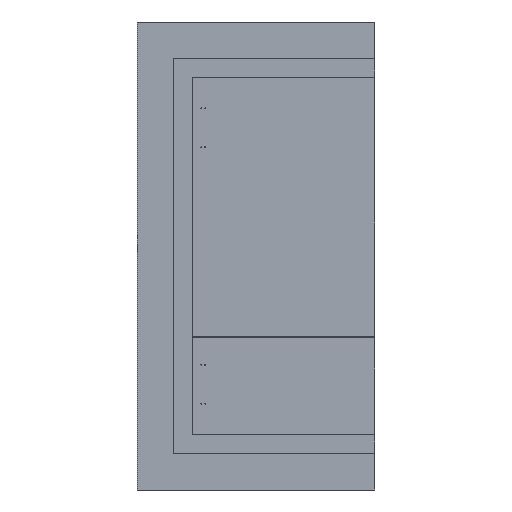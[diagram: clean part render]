
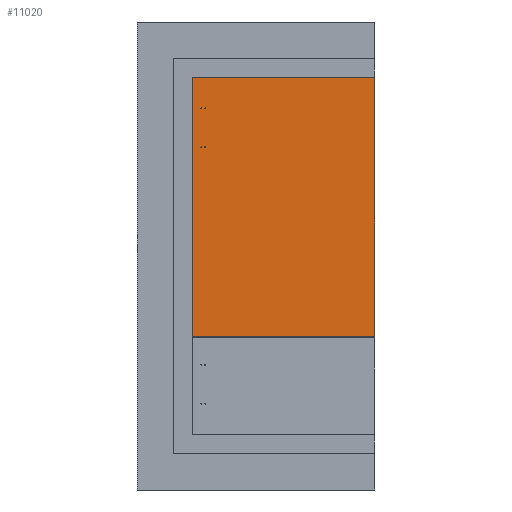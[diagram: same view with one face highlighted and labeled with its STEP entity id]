
A CAD part, left-side view. The second image highlights one B-rep face of the part: STEP entity #11020.
In plain terms, the highlighted planar face has unit normal (-1, 0, 0).
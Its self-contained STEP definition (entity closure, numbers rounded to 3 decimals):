
#8920=CARTESIAN_POINT('',(-42.,-65.15,-1151.6));
#8930=DIRECTION('',(0.,0.,1.));
#8940=VECTOR('',#8930,1.);
#8950=LINE('',#8920,#8940);
#8960=CARTESIAN_POINT('',(-42.,-65.15,-2352.25));
#8970=VERTEX_POINT('',#8960);
#8980=CARTESIAN_POINT('',(-42.,-65.15,-1273.75));
#8990=VERTEX_POINT('',#8980);
#9000=EDGE_CURVE('',#8970,#8990,#8950,.T.);
#9700=CARTESIAN_POINT('',(-42.,-826.65,-2352.25));
#9710=VERTEX_POINT('',#9700);
#9740=CARTESIAN_POINT('',(-42.,-826.65,-1151.6));
#9750=DIRECTION('',(0.,0.,-1.));
#9760=VECTOR('',#9750,1.);
#9770=LINE('',#9740,#9760);
#9780=CARTESIAN_POINT('',(-42.,-826.65,-1273.75));
#9790=VERTEX_POINT('',#9780);
#9800=EDGE_CURVE('',#9790,#9710,#9770,.T.);
#10210=CARTESIAN_POINT('',(-42.,-126.65,-2623.088));
#10220=DIRECTION('',(-1.,0.,0.));
#10230=DIRECTION('',(0.,0.,1.));
#10240=AXIS2_PLACEMENT_3D('',#10210,#10220,#10230);
#10250=PLANE('',#10240);
#10260=CARTESIAN_POINT('',(-42.,-111.75,-1413.25));
#10270=DIRECTION('',(1.,0.,0.));
#10280=DIRECTION('',(0.,0.,-1.));
#10290=AXIS2_PLACEMENT_3D('',#10260,#10270,#10280);
#10300=CIRCLE('',#10290,2.1);
#10310=CARTESIAN_POINT('',(-42.,-111.75,-1415.35));
#10320=VERTEX_POINT('',#10310);
#10330=CARTESIAN_POINT('',(-42.,-111.75,-1411.15));
#10340=VERTEX_POINT('',#10330);
#10350=EDGE_CURVE('',#10320,#10340,#10300,.T.);
#10360=ORIENTED_EDGE('',*,*,#10350,.T.);
#10370=EDGE_CURVE('',#10340,#10320,#10300,.T.);
#10380=ORIENTED_EDGE('',*,*,#10370,.T.);
#10390=EDGE_LOOP('',(#10380,#10360));
#10400=FACE_BOUND('',#10390,.T.);
#10410=CARTESIAN_POINT('',(-42.,-111.75,-1573.25));
#10420=DIRECTION('',(1.,0.,0.));
#10430=DIRECTION('',(0.,0.,-1.));
#10440=AXIS2_PLACEMENT_3D('',#10410,#10420,#10430);
#10450=CIRCLE('',#10440,2.1);
#10460=CARTESIAN_POINT('',(-42.,-111.75,-1575.35));
#10470=VERTEX_POINT('',#10460);
#10480=CARTESIAN_POINT('',(-42.,-111.75,-1571.15));
#10490=VERTEX_POINT('',#10480);
#10500=EDGE_CURVE('',#10470,#10490,#10450,.T.);
#10510=ORIENTED_EDGE('',*,*,#10500,.T.);
#10520=EDGE_CURVE('',#10490,#10470,#10450,.T.);
#10530=ORIENTED_EDGE('',*,*,#10520,.T.);
#10540=EDGE_LOOP('',(#10530,#10510));
#10550=FACE_BOUND('',#10540,.T.);
#10560=CARTESIAN_POINT('',(-42.,-127.75,-1573.25));
#10570=DIRECTION('',(1.,0.,0.));
#10580=DIRECTION('',(0.,0.,-1.));
#10590=AXIS2_PLACEMENT_3D('',#10560,#10570,#10580);
#10600=CIRCLE('',#10590,2.1);
#10610=CARTESIAN_POINT('',(-42.,-127.75,-1575.35));
#10620=VERTEX_POINT('',#10610);
#10630=CARTESIAN_POINT('',(-42.,-127.75,-1571.15));
#10640=VERTEX_POINT('',#10630);
#10650=EDGE_CURVE('',#10620,#10640,#10600,.T.);
#10660=ORIENTED_EDGE('',*,*,#10650,.T.);
#10670=EDGE_CURVE('',#10640,#10620,#10600,.T.);
#10680=ORIENTED_EDGE('',*,*,#10670,.T.);
#10690=EDGE_LOOP('',(#10680,#10660));
#10700=FACE_BOUND('',#10690,.T.);
#10710=CARTESIAN_POINT('',(-42.,-127.75,-1413.25));
#10720=DIRECTION('',(1.,0.,0.));
#10730=DIRECTION('',(0.,0.,-1.));
#10740=AXIS2_PLACEMENT_3D('',#10710,#10720,#10730);
#10750=CIRCLE('',#10740,2.1);
#10760=CARTESIAN_POINT('',(-42.,-127.75,-1415.35));
#10770=VERTEX_POINT('',#10760);
#10780=CARTESIAN_POINT('',(-42.,-127.75,-1411.15));
#10790=VERTEX_POINT('',#10780);
#10800=EDGE_CURVE('',#10770,#10790,#10750,.T.);
#10810=ORIENTED_EDGE('',*,*,#10800,.T.);
#10820=EDGE_CURVE('',#10790,#10770,#10750,.T.);
#10830=ORIENTED_EDGE('',*,*,#10820,.T.);
#10840=EDGE_LOOP('',(#10830,#10810));
#10850=FACE_BOUND('',#10840,.T.);
#10860=CARTESIAN_POINT('',(-42.,-193.9,-1273.75));
#10870=DIRECTION('',(0.,1.,0.));
#10880=VECTOR('',#10870,1.);
#10890=LINE('',#10860,#10880);
#10900=EDGE_CURVE('',#9790,#8990,#10890,.T.);
#10910=ORIENTED_EDGE('',*,*,#10900,.T.);
#10920=ORIENTED_EDGE('',*,*,#9800,.F.);
#10930=CARTESIAN_POINT('',(-42.,-193.9,-2352.25));
#10940=DIRECTION('',(0.,-1.,0.));
#10950=VECTOR('',#10940,1.);
#10960=LINE('',#10930,#10950);
#10970=EDGE_CURVE('',#8970,#9710,#10960,.T.);
#10980=ORIENTED_EDGE('',*,*,#10970,.T.);
#10990=ORIENTED_EDGE('',*,*,#9000,.F.);
#11000=EDGE_LOOP('',(#10990,#10980,#10920,#10910));
#11010=FACE_OUTER_BOUND('',#11000,.T.);
#11020=ADVANCED_FACE('',(#10400,#10550,#10700,#10850,#11010),#10250,.T.)
;
